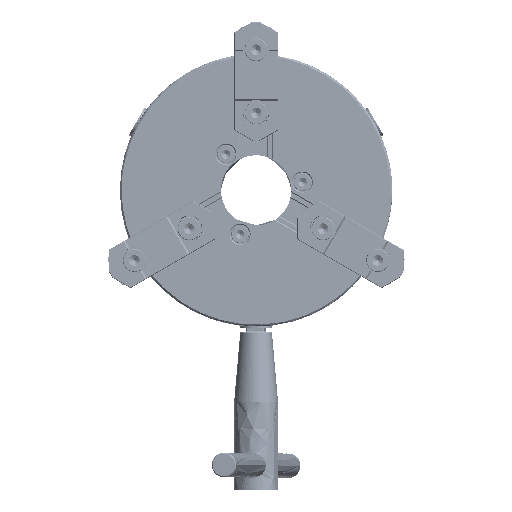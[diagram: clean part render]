
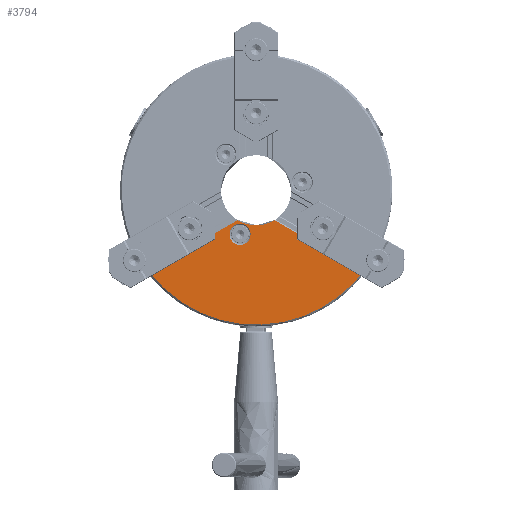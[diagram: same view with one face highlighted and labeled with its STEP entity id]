
A CAD part, top view. The second image highlights one B-rep face of the part: STEP entity #3794.
In plain terms, the highlighted free-form (B-spline) face has degree [1, 1] with [2, 2] control points.
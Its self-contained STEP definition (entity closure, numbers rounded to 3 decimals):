
#174 = VERTEX_POINT('',#175);
#175 = CARTESIAN_POINT('',(-3.784,-30.317,0.));
#180 = EDGE_CURVE('',#174,#181,#183,.T.);
#181 = VERTEX_POINT('',#182);
#182 = CARTESIAN_POINT('',(-18.285,-30.317,0.));
#183 = ( BOUNDED_CURVE() B_SPLINE_CURVE(2,(#184,#185,#186,#187,#188),
.UNSPECIFIED.,.F.,.F.) B_SPLINE_CURVE_WITH_KNOTS((3,2,3),(0.,
1.571,3.142),.PIECEWISE_BEZIER_KNOTS.) CURVE() 
GEOMETRIC_REPRESENTATION_ITEM() RATIONAL_B_SPLINE_CURVE((1.,
0.707,1.,0.707,1.)) REPRESENTATION_ITEM('') );
#184 = CARTESIAN_POINT('',(-3.784,-30.317,0.));
#185 = CARTESIAN_POINT('',(-3.784,-37.568,0.));
#186 = CARTESIAN_POINT('',(-11.034,-37.568,0.));
#187 = CARTESIAN_POINT('',(-18.285,-37.568,0.));
#188 = CARTESIAN_POINT('',(-18.285,-30.317,0.));
#1117 = VERTEX_POINT('',#1118);
#1118 = CARTESIAN_POINT('',(12.679,-20.576,0.));
#1125 = EDGE_CURVE('',#1117,#1126,#1128,.T.);
#1126 = VERTEX_POINT('',#1127);
#1127 = CARTESIAN_POINT('',(-12.679,-20.576,0.));
#1128 = ( BOUNDED_CURVE() B_SPLINE_CURVE(2,(#1129,#1130,#1131),
.UNSPECIFIED.,.F.,.F.) B_SPLINE_CURVE_WITH_KNOTS((3,3),(1.019,
2.123),.PIECEWISE_BEZIER_KNOTS.) CURVE() 
GEOMETRIC_REPRESENTATION_ITEM() RATIONAL_B_SPLINE_CURVE((1.,
0.851,1.)) REPRESENTATION_ITEM('') );
#1129 = CARTESIAN_POINT('',(12.679,-20.576,0.));
#1130 = CARTESIAN_POINT('',(0.,-28.389,0.));
#1131 = CARTESIAN_POINT('',(-12.679,-20.576,0.));
#3794 = ADVANCED_FACE('',(#3795,#3806),#3829,.T.);
#3795 = FACE_BOUND('',#3796,.T.);
#3796 = EDGE_LOOP('',(#3797,#3798));
#3797 = ORIENTED_EDGE('',*,*,#180,.T.);
#3798 = ORIENTED_EDGE('',*,*,#3799,.T.);
#3799 = EDGE_CURVE('',#181,#174,#3800,.T.);
#3800 = ( BOUNDED_CURVE() B_SPLINE_CURVE(2,(#3801,#3802,#3803,#3804,
#3805),.UNSPECIFIED.,.F.,.F.) B_SPLINE_CURVE_WITH_KNOTS((3,2,3),(
    3.142,4.712,6.283),
.PIECEWISE_BEZIER_KNOTS.) CURVE() GEOMETRIC_REPRESENTATION_ITEM() 
RATIONAL_B_SPLINE_CURVE((1.,0.707,1.,0.707,1.)) 
REPRESENTATION_ITEM('') );
#3801 = CARTESIAN_POINT('',(-18.285,-30.317,0.));
#3802 = CARTESIAN_POINT('',(-18.285,-23.066,0.));
#3803 = CARTESIAN_POINT('',(-11.034,-23.066,0.));
#3804 = CARTESIAN_POINT('',(-3.784,-23.066,0.));
#3805 = CARTESIAN_POINT('',(-3.784,-30.317,0.));
#3806 = FACE_BOUND('',#3807,.T.);
#3807 = EDGE_LOOP('',(#3808,#3815,#3823,#3828));
#3808 = ORIENTED_EDGE('',*,*,#3809,.T.);
#3809 = EDGE_CURVE('',#1126,#3810,#3812,.T.);
#3810 = VERTEX_POINT('',#3811);
#3811 = CARTESIAN_POINT('',(-73.7,-55.807,0.));
#3812 = B_SPLINE_CURVE_WITH_KNOTS('',1,(#3813,#3814),.UNSPECIFIED.,.F.,
  .F.,(2,2),(17.6,75.908),.PIECEWISE_BEZIER_KNOTS.);
#3813 = CARTESIAN_POINT('',(-12.679,-20.576,0.));
#3814 = CARTESIAN_POINT('',(-73.7,-55.807,0.));
#3815 = ORIENTED_EDGE('',*,*,#3816,.T.);
#3816 = EDGE_CURVE('',#3810,#3817,#3819,.T.);
#3817 = VERTEX_POINT('',#3818);
#3818 = CARTESIAN_POINT('',(73.7,-55.807,0.));
#3819 = ( BOUNDED_CURVE() B_SPLINE_CURVE(2,(#3820,#3821,#3822),
.UNSPECIFIED.,.F.,.F.) B_SPLINE_CURVE_WITH_KNOTS((3,3),(3.79,
5.635),.PIECEWISE_BEZIER_KNOTS.) CURVE() 
GEOMETRIC_REPRESENTATION_ITEM() RATIONAL_B_SPLINE_CURVE((1.,
0.604,1.)) REPRESENTATION_ITEM('') );
#3820 = CARTESIAN_POINT('',(-73.7,-55.807,0.));
#3821 = CARTESIAN_POINT('',(0.,-153.138,0.));
#3822 = CARTESIAN_POINT('',(73.7,-55.807,0.));
#3823 = ORIENTED_EDGE('',*,*,#3824,.T.);
#3824 = EDGE_CURVE('',#3817,#1117,#3825,.T.);
#3825 = B_SPLINE_CURVE_WITH_KNOTS('',1,(#3826,#3827),.UNSPECIFIED.,.F.,
  .F.,(2,2),(-75.908,-17.6),.PIECEWISE_BEZIER_KNOTS.);
#3826 = CARTESIAN_POINT('',(73.7,-55.807,0.));
#3827 = CARTESIAN_POINT('',(12.679,-20.576,0.));
#3828 = ORIENTED_EDGE('',*,*,#1125,.T.);
#3829 = B_SPLINE_SURFACE_WITH_KNOTS('',1,1,(
    (#3830,#3831)
    ,(#3832,#3833
    )),.UNSPECIFIED.,.F.,.F.,.F.,(2,2),(2,2),(-60.988,
    60.988),(-76.5,-17.027),.PIECEWISE_BEZIER_KNOTS.);
#3830 = CARTESIAN_POINT('',(-73.7,-92.445,0.));
#3831 = CARTESIAN_POINT('',(-73.7,-20.576,0.));
#3832 = CARTESIAN_POINT('',(73.7,-92.445,0.));
#3833 = CARTESIAN_POINT('',(73.7,-20.576,0.));
